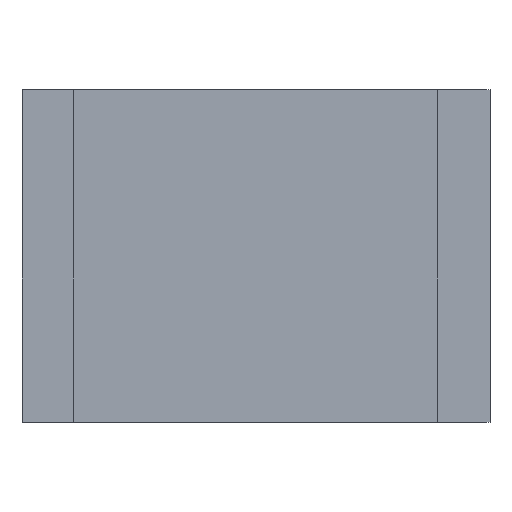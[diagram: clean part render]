
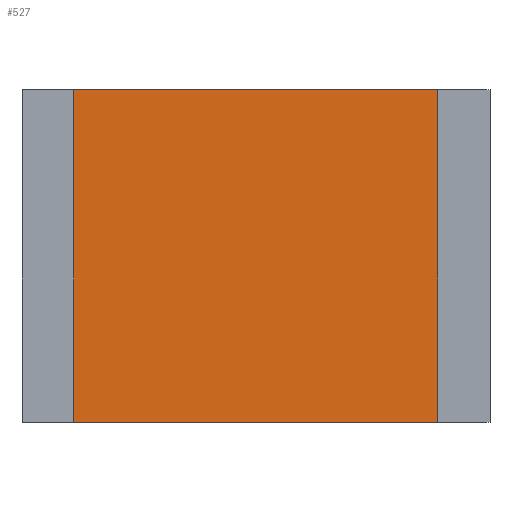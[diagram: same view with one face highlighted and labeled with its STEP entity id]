
A CAD part, top view. The second image highlights one B-rep face of the part: STEP entity #527.
In plain terms, the highlighted planar face has unit normal (0, 0, 1).
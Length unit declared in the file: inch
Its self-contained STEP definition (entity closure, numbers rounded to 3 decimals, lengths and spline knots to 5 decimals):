
#457=CARTESIAN_POINT('',(0.01969,-0.12598,0.02362));
#458=DIRECTION('',(0.,1.,0.));
#459=VECTOR('',#458,1.);
#460=LINE('',#457,#459);
#461=EDGE_CURVE('',#463,#465,#460,.T.);
#462=CARTESIAN_POINT('',(0.01969,-0.12598,0.02362));
#463=VERTEX_POINT('',#462);
#464=CARTESIAN_POINT('',(0.01969,0.,0.02362));
#465=VERTEX_POINT('',#464);
#497=CARTESIAN_POINT('',(0.15748,-0.12598,0.02362));
#498=DIRECTION('',(0.,1.,0.));
#499=VECTOR('',#498,1.);
#500=LINE('',#497,#499);
#501=EDGE_CURVE('',#503,#505,#500,.T.);
#502=CARTESIAN_POINT('',(0.15748,-0.12598,0.02362));
#503=VERTEX_POINT('',#502);
#504=CARTESIAN_POINT('',(0.15748,0.,0.02362));
#505=VERTEX_POINT('',#504);
#506=ORIENTED_EDGE('',*,*,#501,.T.);
#507=CARTESIAN_POINT('',(0.01969,0.,0.02362));
#508=DIRECTION('',(1.,0.,0.));
#509=VECTOR('',#508,1.);
#510=LINE('',#507,#509);
#511=EDGE_CURVE('',#465,#505,#510,.T.);
#512=ORIENTED_EDGE('',*,*,#511,.F.);
#513=ORIENTED_EDGE('',*,*,#461,.F.);
#514=CARTESIAN_POINT('',(0.01969,-0.12598,0.02362));
#515=DIRECTION('',(1.,0.,0.));
#516=VECTOR('',#515,1.);
#517=LINE('',#514,#516);
#518=EDGE_CURVE('',#463,#503,#517,.T.);
#519=ORIENTED_EDGE('',*,*,#518,.T.);
#520=EDGE_LOOP('',(#506,#512,#513,#519));
#521=FACE_BOUND('',#520,.T.);
#522=CARTESIAN_POINT('',(0.01969,-0.12598,0.02362));
#523=DIRECTION('',(0.,0.,1.));
#524=DIRECTION('',(1.,0.,0.));
#525=AXIS2_PLACEMENT_3D('',#522,#523,#524);
#526=PLANE('',#525);
#527=ADVANCED_FACE('',(#521),#526,.T.);
